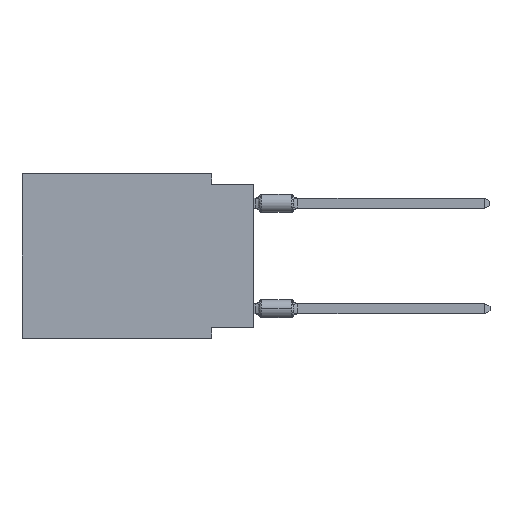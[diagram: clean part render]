
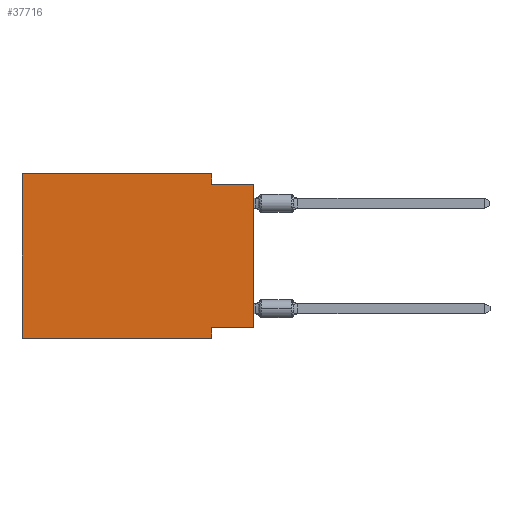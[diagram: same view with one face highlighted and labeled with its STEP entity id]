
A CAD part, left-side view. The second image highlights one B-rep face of the part: STEP entity #37716.
In plain terms, the highlighted planar face has unit normal (-1, 0, 0).
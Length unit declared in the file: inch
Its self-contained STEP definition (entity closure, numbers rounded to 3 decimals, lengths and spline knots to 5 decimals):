
#1211 = CARTESIAN_POINT ( 'NONE',  ( 0., 0.55, 0. ) ) ;
#1253 = CARTESIAN_POINT ( 'NONE',  ( 0., 0.1, -0.025 ) ) ;
#1694 = VERTEX_POINT ( 'NONE', #31920 ) ;
#2331 = DIRECTION ( 'NONE',  ( 0., 0., -1. ) ) ;
#2735 = VERTEX_POINT ( 'NONE', #40754 ) ;
#3230 = DIRECTION ( 'NONE',  ( 0., 1., 0. ) ) ;
#3650 = VECTOR ( 'NONE', #16620, 39.37008 ) ;
#5020 = ORIENTED_EDGE ( 'NONE', *, *, #15791, .F. ) ;
#5872 = VECTOR ( 'NONE', #41092, 39.37008 ) ;
#6177 = ORIENTED_EDGE ( 'NONE', *, *, #20115, .F. ) ;
#8427 = VECTOR ( 'NONE', #33277, 39.37008 ) ;
#12848 = EDGE_CURVE ( 'NONE', #38436, #2735, #35492, .T. ) ;
#13100 = CARTESIAN_POINT ( 'NONE',  ( 0., 0., -0.365 ) ) ;
#14613 = EDGE_CURVE ( 'NONE', #1694, #50981, #34745, .T. ) ;
#14801 = LINE ( 'NONE', #47015, #21165 ) ;
#14960 = ORIENTED_EDGE ( 'NONE', *, *, #27983, .F. ) ;
#15139 = CARTESIAN_POINT ( 'NONE',  ( 0., 0., -0.365 ) ) ;
#15202 = EDGE_CURVE ( 'NONE', #1694, #47264, #32746, .T. ) ;
#15424 = VECTOR ( 'NONE', #34229, 39.37008 ) ;
#15703 = CARTESIAN_POINT ( 'NONE',  ( 0., 0.1, 0. ) ) ;
#15791 = EDGE_CURVE ( 'NONE', #50981, #41078, #49816, .T. ) ;
#16620 = DIRECTION ( 'NONE',  ( 0., -1., 0. ) ) ;
#17944 = CARTESIAN_POINT ( 'NONE',  ( 0., 0.1, -0.39 ) ) ;
#20115 = EDGE_CURVE ( 'NONE', #47753, #41365, #25485, .T. ) ;
#21165 = VECTOR ( 'NONE', #42555, 39.37008 ) ;
#21284 = ORIENTED_EDGE ( 'NONE', *, *, #14613, .F. ) ;
#24045 = EDGE_LOOP ( 'NONE', ( #44799, #6177, #14960, #5020, #21284, #33050, #30099, #49175 ) ) ;
#24942 = CARTESIAN_POINT ( 'NONE',  ( 0., 0.1, 0. ) ) ;
#25331 = LINE ( 'NONE', #45924, #8427 ) ;
#25485 = LINE ( 'NONE', #50041, #49325 ) ;
#25534 = VECTOR ( 'NONE', #29745, 39.37008 ) ;
#26007 = CARTESIAN_POINT ( 'NONE',  ( 0., 0.55, 0. ) ) ;
#27983 = EDGE_CURVE ( 'NONE', #41078, #47753, #46315, .T. ) ;
#29745 = DIRECTION ( 'NONE',  ( 0., -1., 0. ) ) ;
#30099 = ORIENTED_EDGE ( 'NONE', *, *, #35418, .F. ) ;
#31920 = CARTESIAN_POINT ( 'NONE',  ( 0., 0.55, -0.39 ) ) ;
#32746 = LINE ( 'NONE', #47605, #3650 ) ;
#33050 = ORIENTED_EDGE ( 'NONE', *, *, #15202, .T. ) ;
#33277 = DIRECTION ( 'NONE',  ( 0., 0., -1. ) ) ;
#33426 = DIRECTION ( 'NONE',  ( 0., -1., 0. ) ) ;
#34229 = DIRECTION ( 'NONE',  ( 0., 0., 1. ) ) ;
#34745 = LINE ( 'NONE', #26007, #15424 ) ;
#35156 = EDGE_CURVE ( 'NONE', #38436, #41365, #14801, .T. ) ;
#35221 = CARTESIAN_POINT ( 'NONE',  ( 0., 0., -0.025 ) ) ;
#35418 = EDGE_CURVE ( 'NONE', #2735, #47264, #25331, .T. ) ;
#35492 = LINE ( 'NONE', #15139, #49083 ) ;
#35643 = DIRECTION ( 'NONE',  ( 1., 0., 0. ) ) ;
#37716 = ADVANCED_FACE ( 'NONE', ( #50693 ), #39093, .F. ) ;
#38436 = VERTEX_POINT ( 'NONE', #13100 ) ;
#39093 = PLANE ( 'NONE',  #42324 ) ;
#40754 = CARTESIAN_POINT ( 'NONE',  ( 0., 0.1, -0.365 ) ) ;
#41078 = VERTEX_POINT ( 'NONE', #15703 ) ;
#41092 = DIRECTION ( 'NONE',  ( 0., 0., -1. ) ) ;
#41365 = VERTEX_POINT ( 'NONE', #35221 ) ;
#42324 = AXIS2_PLACEMENT_3D ( 'NONE', #47524, #35643, #2331 ) ;
#42555 = DIRECTION ( 'NONE',  ( 0., 0., 1. ) ) ;
#44799 = ORIENTED_EDGE ( 'NONE', *, *, #35156, .T. ) ;
#45924 = CARTESIAN_POINT ( 'NONE',  ( 0., 0.1, -0.39 ) ) ;
#46315 = LINE ( 'NONE', #24942, #5872 ) ;
#47015 = CARTESIAN_POINT ( 'NONE',  ( 0., 0., 0. ) ) ;
#47264 = VERTEX_POINT ( 'NONE', #17944 ) ;
#47524 = CARTESIAN_POINT ( 'NONE',  ( 0., 0.55, 0. ) ) ;
#47605 = CARTESIAN_POINT ( 'NONE',  ( 0., 0.55, -0.39 ) ) ;
#47753 = VERTEX_POINT ( 'NONE', #1253 ) ;
#49083 = VECTOR ( 'NONE', #3230, 39.37008 ) ;
#49175 = ORIENTED_EDGE ( 'NONE', *, *, #12848, .F. ) ;
#49325 = VECTOR ( 'NONE', #33426, 39.37008 ) ;
#49816 = LINE ( 'NONE', #1211, #25534 ) ;
#50041 = CARTESIAN_POINT ( 'NONE',  ( 0., 0., -0.025 ) ) ;
#50693 = FACE_OUTER_BOUND ( 'NONE', #24045, .T. ) ;
#50981 = VERTEX_POINT ( 'NONE', #51593 ) ;
#51593 = CARTESIAN_POINT ( 'NONE',  ( 0., 0.55, 0. ) ) ;
